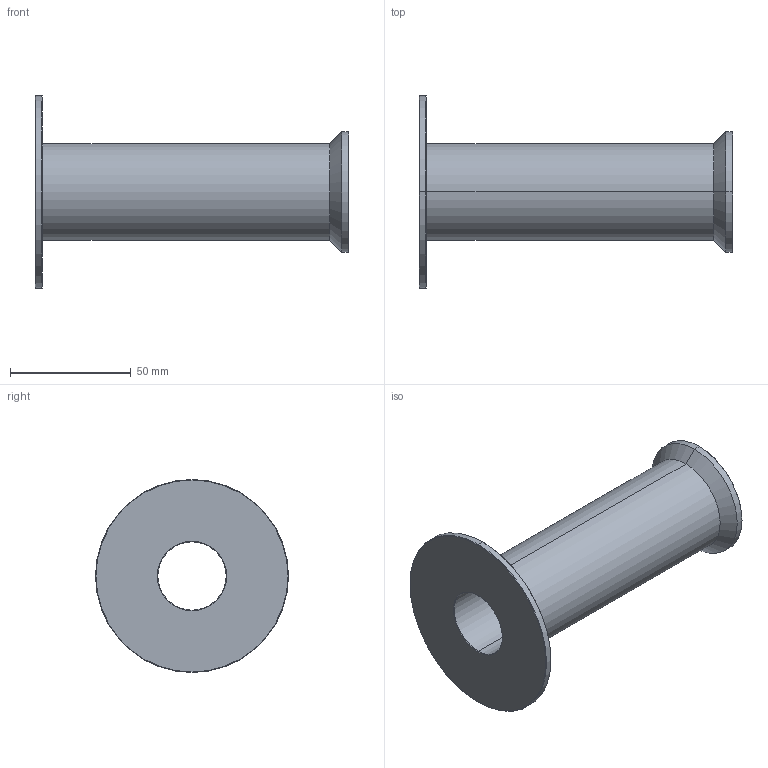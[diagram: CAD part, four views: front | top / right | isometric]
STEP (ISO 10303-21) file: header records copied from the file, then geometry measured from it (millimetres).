
FILE_DESCRIPTION (( 'STEP AP203' ), '1' );
FILE_NAME ('瘧第幗芠.STEP', '2025-01-04T06:13:15', ( 'Leo' ), ( '' ), 'SwSTEP 2.0', 'SolidWorks 2022', '' );
FILE_SCHEMA (( 'CONFIG_CONTROL_DESIGN' ));
Length unit declared in the file: millimetre
Products named in the file (1): 耗材滚筒
Bounding box: 130 x 80 x 80 mm (x, y, z)
Volume: 96799.2 mm3; surface area: 38120.8 mm2
Topology: 1 solids, 1 shells, 25 faces, 50 edges, 28 vertices
Faces by surface type: cone 14, cylinder 8, plane 3
Entity records: 725 total; most frequent: DIRECTION 130, CARTESIAN_POINT 104, ORIENTED_EDGE 100, AXIS2_PLACEMENT_3D 54, EDGE_CURVE 50, CIRCLE 28, VERTEX_POINT 28, EDGE_LOOP 28
